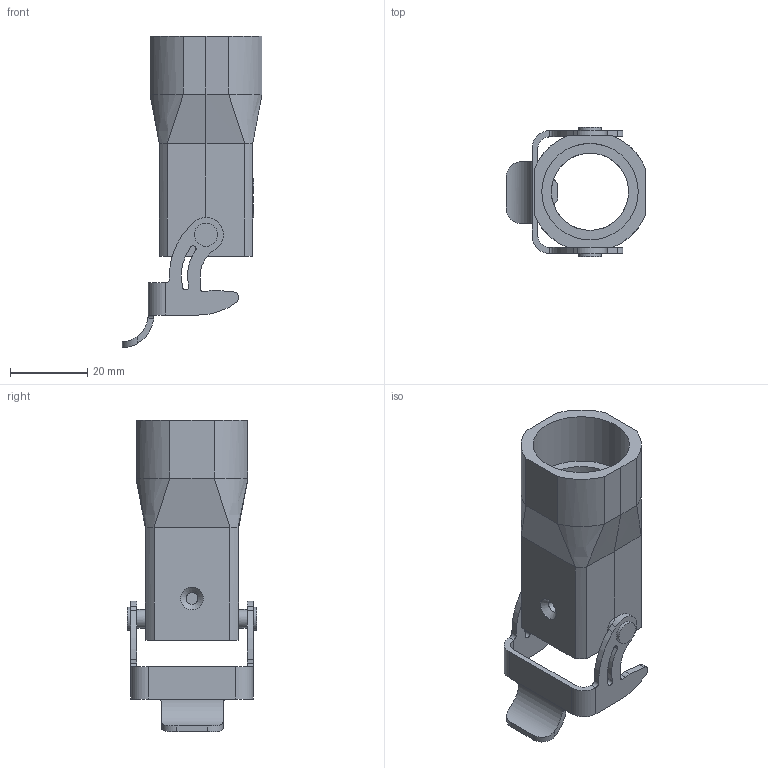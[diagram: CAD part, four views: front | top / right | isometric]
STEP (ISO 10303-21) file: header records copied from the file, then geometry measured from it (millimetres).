
FILE_DESCRIPTION(/* description */ (''),/* implementation_level */ '2;1');
FILE_NAME(/* name */ '100657689ugm000_b.stp',/* time_stamp */ '2020-05-19T13:56:03+02:00',/* author */ (''),/* organization */ (''),/* preprocessor_version */ 'ST-DEVELOPER v16.7',/* originating_system */ 'SIEMENS PLM Software NX 12.0',/* authorisation */ '');
FILE_SCHEMA (('AUTOMOTIVE_DESIGN { 1 0 10303 214 3 1 1 1 }'));
Length unit declared in the file: millimetre
Products named in the file (1): 100657689ugm000_b
Bounding box: 36.26 x 33.6 x 80.74 mm (x, y, z)
Volume: 12276.9 mm3; surface area: 13122.5 mm2
Topology: 1 solids, 1 shells, 242 faces, 633 edges, 414 vertices
Faces by surface type: plane 154, cylinder 54, cone 23, bspline 10, revolution 1
Full cylindrical faces by diameter (mm): 2.6 x2, 3.08 x1, 4.8 x2, 5.9 x1, 6 x2, 20 x1, 25 x1
Entity records: 8735 total; most frequent: CARTESIAN_POINT 1770, ORIENTED_EDGE 1214, DIRECTION 1130, EDGE_CURVE 607, VERTEX_POINT 400, LINE 397, VECTOR 397, AXIS2_PLACEMENT_3D 366
